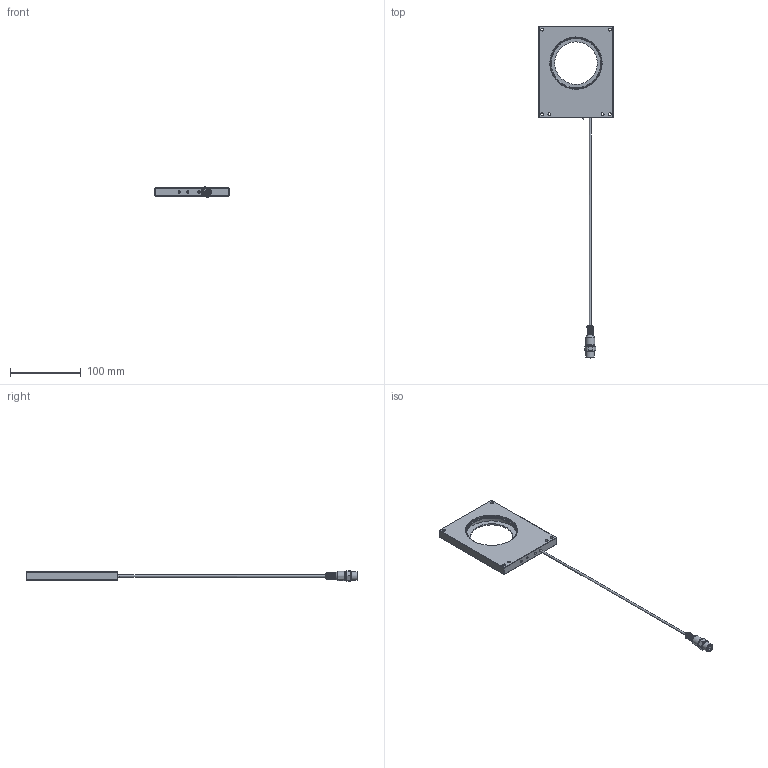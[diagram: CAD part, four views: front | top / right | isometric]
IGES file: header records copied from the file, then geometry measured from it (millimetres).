
Global section: file name: BEK-D70; native system: Autodesk Inventor 2015; preprocessor: unknown; author: lck; date: 20150722.135548; units: millimetre
Bounding box: 105 x 469.4 x 14.49 mm (x, y, z)
Volume: 120997.3 mm3; surface area: 36747.9 mm2
Topology: 1 solids, 1 shells, 357 faces, 929 edges, 658 vertices
Faces by surface type: bspline 357
